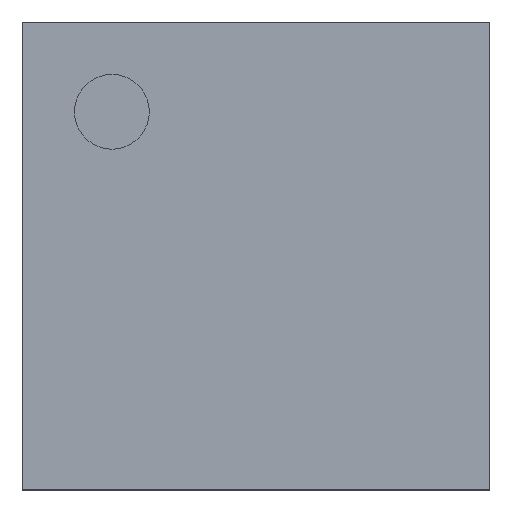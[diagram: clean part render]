
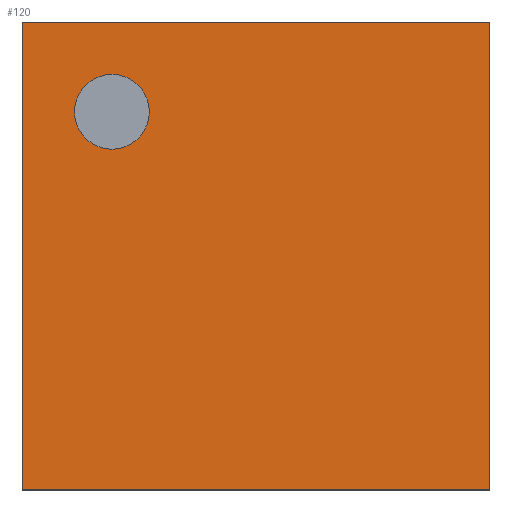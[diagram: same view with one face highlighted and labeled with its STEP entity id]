
A CAD part, top view. The second image highlights one B-rep face of the part: STEP entity #120.
In plain terms, the highlighted planar face has unit normal (0, 0, 1).
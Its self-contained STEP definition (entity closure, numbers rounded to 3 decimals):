
#13=DIRECTION('',(0.,0.,1.));
#23=CARTESIAN_POINT('',(-1.25,1.25,0.2));
#24=VERTEX_POINT('',#25);
#25=CARTESIAN_POINT('',(-1.25,1.25,1.));
#30=PLANE('',#31);
#31=AXIS2_PLACEMENT_3D('',#23,#32,#13);
#32=DIRECTION('',(0.,-1.,0.));
#33=DEFINITIONAL_REPRESENTATION('',(#34),#38);
#34=LINE('',#35,#36);
#35=CARTESIAN_POINT('',(0.,0.));
#36=VECTOR('',#37,1.);
#37=DIRECTION('',(1.,0.));
#38=( GEOMETRIC_REPRESENTATION_CONTEXT(2) PARAMETRIC_REPRESENTATION_CONTEXT() REPRESENTATION_CONTEXT('2D SPACE','') );
#40=PLANE('',#41);
#41=AXIS2_PLACEMENT_3D('',#23,#42,#13);
#42=DIRECTION('',(1.,0.,0.));
#46=CARTESIAN_POINT('',(1.25,1.25,0.2));
#49=VECTOR('',#42,1.);
#53=VECTOR('',#54,1.);
#54=DIRECTION('',(0.,-1.));
#58=DEFINITIONAL_REPRESENTATION('',(#59),#38);
#59=LINE('',#35,#60);
#60=VECTOR('',#61,1.);
#61=DIRECTION('',(0.,1.));
#64=VERTEX_POINT('',#65);
#65=CARTESIAN_POINT('',(1.25,1.25,1.));
#73=PLANE('',#74);
#74=AXIS2_PLACEMENT_3D('',#46,#42,#13);
#75=ORIENTED_EDGE('',*,*,#76,.F.);
#76=EDGE_CURVE('',#24,#64,#77,.T.);
#77=SURFACE_CURVE('',#78,(#79,#83),.PCURVE_S1.);
#78=LINE('',#25,#49);
#79=PCURVE('',#30,#80);
#80=DEFINITIONAL_REPRESENTATION('',(#81),#38);
#81=LINE('',#82,#53);
#82=CARTESIAN_POINT('',(0.8,0.));
#83=PCURVE('',#84,#58);
#84=PLANE('',#85);
#85=AXIS2_PLACEMENT_3D('',#25,#13,#32);
#92=CARTESIAN_POINT('',(-1.25,-1.25,0.2));
#95=VECTOR('',#32,1.);
#99=ORIENTED_EDGE('',*,*,#100,.T.);
#100=EDGE_CURVE('',#24,#101,#103,.T.);
#101=VERTEX_POINT('',#102);
#102=CARTESIAN_POINT('',(-1.25,-1.25,1.));
#103=SURFACE_CURVE('',#104,(#105,#108),.PCURVE_S1.);
#104=LINE('',#25,#95);
#105=PCURVE('',#40,#106);
#106=DEFINITIONAL_REPRESENTATION('',(#107),#38);
#107=LINE('',#82,#60);
#108=PCURVE('',#84,#33);
#114=DEFINITIONAL_REPRESENTATION('',(#115),#38);
#115=LINE('',#116,#36);
#116=CARTESIAN_POINT('',(0.,2.5));
#118=PLANE('',#119);
#119=AXIS2_PLACEMENT_3D('',#92,#32,#13);
#120=ADVANCED_FACE('',(#121,#140),#84,.T.);
#121=FACE_BOUND('',#122,.T.);
#122=EDGE_LOOP('',(#75,#99,#123,#134));
#123=ORIENTED_EDGE('',*,*,#124,.T.);
#124=EDGE_CURVE('',#101,#125,#127,.T.);
#125=VERTEX_POINT('',#126);
#126=CARTESIAN_POINT('',(1.25,-1.25,1.));
#127=SURFACE_CURVE('',#128,(#129,#133),.PCURVE_S1.);
#128=LINE('',#102,#49);
#129=PCURVE('',#84,#130);
#130=DEFINITIONAL_REPRESENTATION('',(#131),#38);
#131=LINE('',#132,#60);
#132=CARTESIAN_POINT('',(2.5,0.));
#133=PCURVE('',#118,#80);
#134=ORIENTED_EDGE('',*,*,#135,.F.);
#135=EDGE_CURVE('',#64,#125,#136,.T.);
#136=SURFACE_CURVE('',#137,(#138,#139),.PCURVE_S1.);
#137=LINE('',#65,#95);
#138=PCURVE('',#84,#114);
#139=PCURVE('',#73,#106);
#140=FACE_BOUND('',#141,.T.);
#141=EDGE_LOOP('',(#142));
#142=ORIENTED_EDGE('',*,*,#143,.T.);
#143=EDGE_CURVE('',#144,#144,#146,.T.);
#144=VERTEX_POINT('',#145);
#145=CARTESIAN_POINT('',(-0.77,0.57,1.));
#146=SURFACE_CURVE('',#147,(#151,#160),.PCURVE_S1.);
#147=CIRCLE('',#148,0.2);
#148=AXIS2_PLACEMENT_3D('',#149,#150,#32);
#149=CARTESIAN_POINT('',(-0.77,0.77,1.));
#150=DIRECTION('',(-0.,0.,-1.));
#151=PCURVE('',#84,#152);
#152=DEFINITIONAL_REPRESENTATION('',(#153),#38);
#153=( BOUNDED_CURVE() B_SPLINE_CURVE(2,(#154,#155,#156,#157,#158,#159,#154),.UNSPECIFIED.,.T.,.F.) B_SPLINE_CURVE_WITH_KNOTS((1,2,2,2,2,1),(-2.094,0.,2.094,4.189,6.283,8.378),.UNSPECIFIED.) CURVE() GEOMETRIC_REPRESENTATION_ITEM() RATIONAL_B_SPLINE_CURVE((1.,0.5,1.,0.5,1.,0.5,1.)) REPRESENTATION_ITEM('') );
#154=CARTESIAN_POINT('',(0.68,0.48));
#155=CARTESIAN_POINT('',(0.68,0.134));
#156=CARTESIAN_POINT('',(0.38,0.307));
#157=CARTESIAN_POINT('',(0.08,0.48));
#158=CARTESIAN_POINT('',(0.38,0.653));
#159=CARTESIAN_POINT('',(0.68,0.826));
#160=PCURVE('',#161,#165);
#161=CYLINDRICAL_SURFACE('',#162,0.2);
#162=AXIS2_PLACEMENT_3D('',#163,#164,#32);
#163=CARTESIAN_POINT('',(-0.77,0.77,1.01));
#164=DIRECTION('',(0.,0.,-1.));
#165=DEFINITIONAL_REPRESENTATION('',(#166),#38);
#166=LINE('',#167,#168);
#167=CARTESIAN_POINT('',(-6.283,0.01));
#168=VECTOR('',#169,1.);
#169=DIRECTION('',(1.,-0.));
